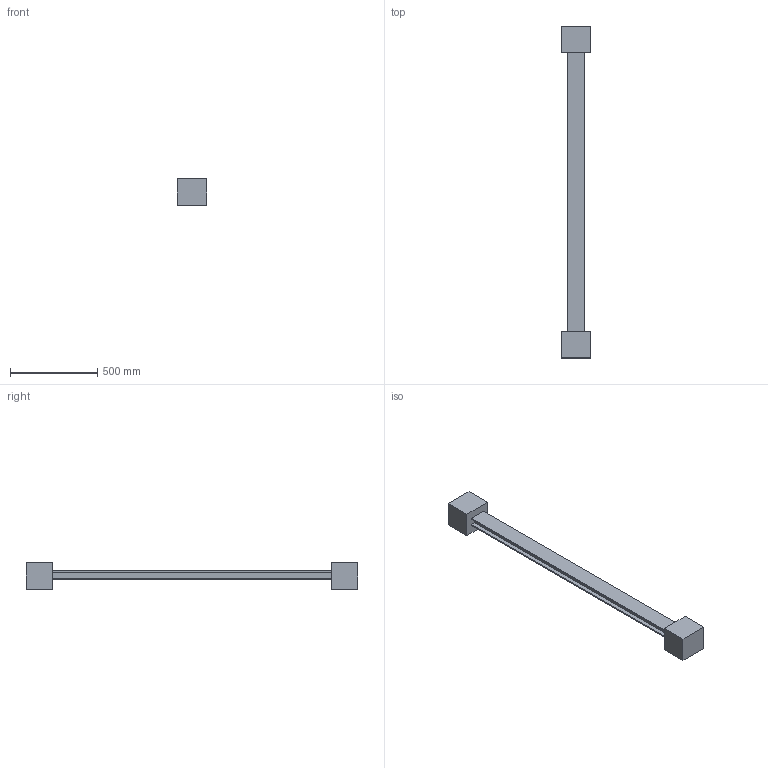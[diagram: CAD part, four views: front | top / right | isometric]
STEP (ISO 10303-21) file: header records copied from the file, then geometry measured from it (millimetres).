
FILE_DESCRIPTION(/* description */ ('STEP AP214'),/* implementation_level */ '2;1');
FILE_NAME(/* name */ '66073edf9cf91a14da95fcf8',/* time_stamp */ '2024-03-29T22:21:20Z',/* author */ (''),/* organization */ (''),/* preprocessor_version */ 'ST-DEVELOPER v19.4',/* originating_system */ ' ',/* authorisation */ ' ');
FILE_SCHEMA (('AUTOMOTIVE_DESIGN {1 0 10303 214 3 1 1}'));
Length unit declared in the file: metre
Products named in the file (1): BaseSlider
Bounding box: 168 x 1898 x 150 mm (x, y, z)
Volume: 12672897.8 mm3; surface area: 925368.9 mm2
Topology: 1 solids, 1 shells, 440 faces, 1206 edges, 804 vertices
Faces by surface type: bspline 230, plane 210
Entity records: 14600 total; most frequent: CARTESIAN_POINT 4981, ORIENTED_EDGE 2412, EDGE_CURVE 1206, DIRECTION 1168, VERTEX_POINT 804, LINE 746, VECTOR 746, EDGE_LOOP 476
